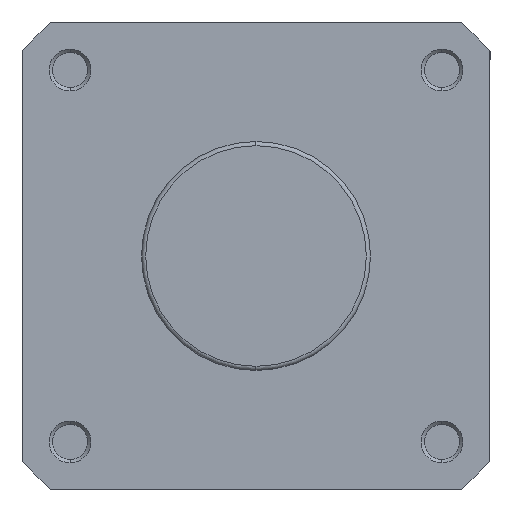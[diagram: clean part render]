
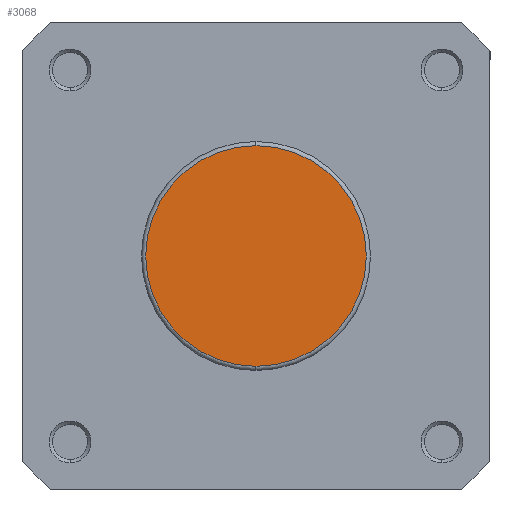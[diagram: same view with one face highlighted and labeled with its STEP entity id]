
A CAD part, left-side view. The second image highlights one B-rep face of the part: STEP entity #3068.
In plain terms, the highlighted planar face has unit normal (-1, 0, 0).
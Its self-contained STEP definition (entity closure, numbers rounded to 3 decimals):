
#390 = CARTESIAN_POINT ( 'NONE',  ( 0., 0., -26.4 ) ) ;
#478 = CARTESIAN_POINT ( 'NONE',  ( 0., 0., 26.4 ) ) ;
#622 = PLANE ( 'NONE',  #4516 ) ;
#623 = CARTESIAN_POINT ( 'NONE',  ( 0., 27.4, 0. ) ) ;
#630 = DIRECTION ( 'NONE',  ( 1., 0., 0. ) ) ;
#631 = DIRECTION ( 'NONE',  ( 0., 0., -1. ) ) ;
#671 = CARTESIAN_POINT ( 'NONE',  ( 0., 0., 0. ) ) ;
#672 = DIRECTION ( 'NONE',  ( -1., 0., 0. ) ) ;
#673 = DIRECTION ( 'NONE',  ( 0., 0., -1. ) ) ;
#1338 = CARTESIAN_POINT ( 'NONE',  ( 0., 0., 0. ) ) ;
#1339 = DIRECTION ( 'NONE',  ( -1., 0., 0. ) ) ;
#1340 = DIRECTION ( 'NONE',  ( 0., 0., -1. ) ) ;
#1628 = FACE_OUTER_BOUND ( 'NONE', #3533, .T. ) ;
#1649 = CIRCLE ( 'NONE', #4522, 26.4 ) ;
#2053 = CIRCLE ( 'NONE', #4655, 26.4 ) ;
#2900 = VERTEX_POINT ( 'NONE', #390 ) ;
#3029 = VERTEX_POINT ( 'NONE', #478 ) ;
#3068 = ADVANCED_FACE ( 'NONE', ( #1628 ), #622, .F. ) ;
#3082 = EDGE_CURVE ( 'NONE', #2900, #3029, #1649, .T. ) ;
#3378 = EDGE_CURVE ( 'NONE', #3029, #2900, #2053, .T. ) ;
#3533 = EDGE_LOOP ( 'NONE', ( #3903, #3902 ) ) ;
#3902 = ORIENTED_EDGE ( 'NONE', *, *, #3378, .T. ) ;
#3903 = ORIENTED_EDGE ( 'NONE', *, *, #3082, .T. ) ;
#4516 = AXIS2_PLACEMENT_3D ( 'NONE', #623, #630, #631 ) ;
#4522 = AXIS2_PLACEMENT_3D ( 'NONE', #671, #672, #673 ) ;
#4655 = AXIS2_PLACEMENT_3D ( 'NONE', #1338, #1339, #1340 ) ;
